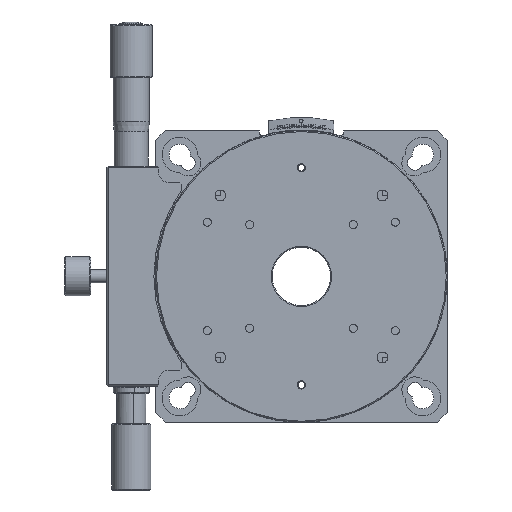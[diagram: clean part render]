
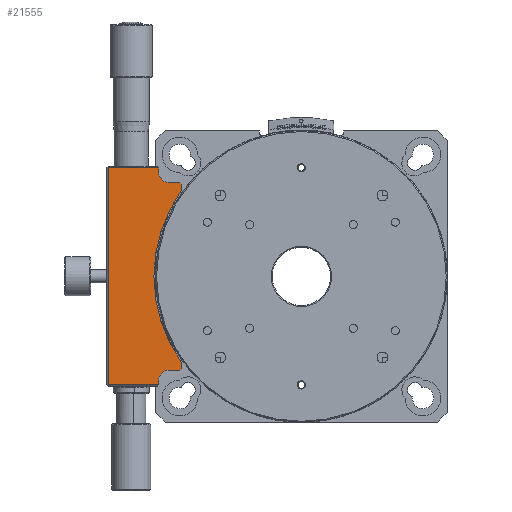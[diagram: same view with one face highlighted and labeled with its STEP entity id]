
A CAD part, front view. The second image highlights one B-rep face of the part: STEP entity #21555.
In plain terms, the highlighted planar face has unit normal (0, -1, 0).
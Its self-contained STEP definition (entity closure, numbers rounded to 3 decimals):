
#26 = EDGE_CURVE ( 'NONE', #16359, #16083, #19450, .T. ) ;
#138 = ORIENTED_EDGE ( 'NONE', *, *, #17024, .T. ) ;
#794 = CARTESIAN_POINT ( 'NONE',  ( -37., -12., -29. ) ) ;
#1167 = CARTESIAN_POINT ( 'NONE',  ( -37., -12., 26.481 ) ) ;
#1371 = LINE ( 'NONE', #8848, #23803 ) ;
#1882 = LINE ( 'NONE', #8982, #12733 ) ;
#2062 = ORIENTED_EDGE ( 'NONE', *, *, #26, .T. ) ;
#2356 = LINE ( 'NONE', #9470, #18337 ) ;
#2428 = CARTESIAN_POINT ( 'NONE',  ( -37.5, -12., -29. ) ) ;
#2620 = DIRECTION ( 'NONE',  ( 0., 0., 1. ) ) ;
#2899 = AXIS2_PLACEMENT_3D ( 'NONE', #19096, #13804, #21133 ) ;
#3078 = CARTESIAN_POINT ( 'NONE',  ( -44., -12., 32. ) ) ;
#3120 = FACE_OUTER_BOUND ( 'NONE', #4333, .T. ) ;
#3198 = LINE ( 'NONE', #20165, #9113 ) ;
#3472 = CARTESIAN_POINT ( 'NONE',  ( -41., -12., -32. ) ) ;
#3543 = CARTESIAN_POINT ( 'NONE',  ( -37.5, -12., -29. ) ) ;
#3544 = CARTESIAN_POINT ( 'NONE',  ( -44., -12., 34. ) ) ;
#3602 = EDGE_CURVE ( 'NONE', #9034, #3675, #13294, .T. ) ;
#3675 = VERTEX_POINT ( 'NONE', #19791 ) ;
#3721 = VERTEX_POINT ( 'NONE', #3078 ) ;
#4059 = CIRCLE ( 'NONE', #13290, 45.5 ) ;
#4165 = DIRECTION ( 'NONE',  ( -1., 0., 0. ) ) ;
#4194 = CARTESIAN_POINT ( 'NONE',  ( -45.5, -12., 0. ) ) ;
#4300 = DIRECTION ( 'NONE',  ( -1., 0., 0. ) ) ;
#4333 = EDGE_LOOP ( 'NONE', ( #2062, #6559, #15377, #15664, #19730, #9149, #19817, #138, #23563, #21811, #13698, #4677, #22179, #10499, #15155 ) ) ;
#4653 = VECTOR ( 'NONE', #2620, 1000. ) ;
#4677 = ORIENTED_EDGE ( 'NONE', *, *, #19205, .T. ) ;
#4693 = LINE ( 'NONE', #15418, #20712 ) ;
#4817 = EDGE_CURVE ( 'NONE', #19628, #3721, #16685, .T. ) ;
#4928 = DIRECTION ( 'NONE',  ( 0., 1., 0. ) ) ;
#5212 = LINE ( 'NONE', #3544, #9581 ) ;
#5498 = CARTESIAN_POINT ( 'NONE',  ( -44., -12., -33.5 ) ) ;
#5637 = EDGE_CURVE ( 'NONE', #16359, #9034, #4059, .T. ) ;
#6156 = DIRECTION ( 'NONE',  ( -0.707, 0., 0.707 ) ) ;
#6325 = AXIS2_PLACEMENT_3D ( 'NONE', #11708, #13747, #9675 ) ;
#6369 = CARTESIAN_POINT ( 'NONE',  ( -59.5, -12., -34. ) ) ;
#6559 = ORIENTED_EDGE ( 'NONE', *, *, #21472, .T. ) ;
#6570 = VERTEX_POINT ( 'NONE', #5498 ) ;
#6675 = DIRECTION ( 'NONE',  ( -1., 0., 0. ) ) ;
#6908 = DIRECTION ( 'NONE',  ( 0., 0., -1. ) ) ;
#6957 = DIRECTION ( 'NONE',  ( 1., 0., 0. ) ) ;
#7019 = CARTESIAN_POINT ( 'NONE',  ( -37., -12., -34. ) ) ;
#7643 = EDGE_CURVE ( 'NONE', #13489, #8007, #14058, .T. ) ;
#8007 = VERTEX_POINT ( 'NONE', #11773 ) ;
#8723 = DIRECTION ( 'NONE',  ( 1., 0., 0. ) ) ;
#8848 = CARTESIAN_POINT ( 'NONE',  ( -37., -12., 29. ) ) ;
#8982 = CARTESIAN_POINT ( 'NONE',  ( -44., -12., -34. ) ) ;
#9034 = VERTEX_POINT ( 'NONE', #4194 ) ;
#9113 = VECTOR ( 'NONE', #12468, 1000. ) ;
#9149 = ORIENTED_EDGE ( 'NONE', *, *, #11130, .T. ) ;
#9470 = CARTESIAN_POINT ( 'NONE',  ( -60., -12., 33.5 ) ) ;
#9581 = VECTOR ( 'NONE', #6908, 1000. ) ;
#9670 = VECTOR ( 'NONE', #16415, 1000. ) ;
#9675 = DIRECTION ( 'NONE',  ( 1., 0., 0. ) ) ;
#9893 = VERTEX_POINT ( 'NONE', #14375 ) ;
#10499 = ORIENTED_EDGE ( 'NONE', *, *, #3602, .F. ) ;
#11019 = LINE ( 'NONE', #18800, #9670 ) ;
#11130 = EDGE_CURVE ( 'NONE', #20014, #13489, #2356, .T. ) ;
#11209 = AXIS2_PLACEMENT_3D ( 'NONE', #3472, #16694, #6957 ) ;
#11590 = LINE ( 'NONE', #2428, #18161 ) ;
#11708 = CARTESIAN_POINT ( 'NONE',  ( -41., -12., 32. ) ) ;
#11773 = CARTESIAN_POINT ( 'NONE',  ( -59.5, -12., -33.5 ) ) ;
#12095 = LINE ( 'NONE', #794, #20864 ) ;
#12256 = CARTESIAN_POINT ( 'NONE',  ( -41., -12., 29. ) ) ;
#12318 = EDGE_CURVE ( 'NONE', #20014, #3721, #5212, .T. ) ;
#12468 = DIRECTION ( 'NONE',  ( 1., 0., 0. ) ) ;
#12733 = VECTOR ( 'NONE', #21711, 1000. ) ;
#13177 = VERTEX_POINT ( 'NONE', #20723 ) ;
#13290 = AXIS2_PLACEMENT_3D ( 'NONE', #15832, #23176, #4300 ) ;
#13294 = CIRCLE ( 'NONE', #2899, 45.5 ) ;
#13489 = VERTEX_POINT ( 'NONE', #17206 ) ;
#13698 = ORIENTED_EDGE ( 'NONE', *, *, #20635, .F. ) ;
#13747 = DIRECTION ( 'NONE',  ( 0., 1., 0. ) ) ;
#13804 = DIRECTION ( 'NONE',  ( 0., -1., 0. ) ) ;
#14058 = LINE ( 'NONE', #6369, #16015 ) ;
#14193 = CARTESIAN_POINT ( 'NONE',  ( -45., -12., -34. ) ) ;
#14375 = CARTESIAN_POINT ( 'NONE',  ( -44., -12., -32. ) ) ;
#14913 = CARTESIAN_POINT ( 'NONE',  ( -37., -12., 28.5 ) ) ;
#15027 = EDGE_CURVE ( 'NONE', #9893, #13177, #18865, .T. ) ;
#15155 = ORIENTED_EDGE ( 'NONE', *, *, #5637, .F. ) ;
#15331 = CARTESIAN_POINT ( 'NONE',  ( -37., -12., -28.5 ) ) ;
#15377 = ORIENTED_EDGE ( 'NONE', *, *, #21984, .F. ) ;
#15418 = CARTESIAN_POINT ( 'NONE',  ( -37.5, -12., 29. ) ) ;
#15431 = EDGE_CURVE ( 'NONE', #9893, #6570, #1882, .T. ) ;
#15595 = CARTESIAN_POINT ( 'NONE',  ( -44., -12., 33.5 ) ) ;
#15664 = ORIENTED_EDGE ( 'NONE', *, *, #4817, .T. ) ;
#15832 = CARTESIAN_POINT ( 'NONE',  ( 0., -12., 0. ) ) ;
#15861 = DIRECTION ( 'NONE',  ( 0., 0., -1. ) ) ;
#16015 = VECTOR ( 'NONE', #15861, 1000. ) ;
#16080 = AXIS2_PLACEMENT_3D ( 'NONE', #14193, #4928, #21287 ) ;
#16083 = VERTEX_POINT ( 'NONE', #14913 ) ;
#16359 = VERTEX_POINT ( 'NONE', #1167 ) ;
#16415 = DIRECTION ( 'NONE',  ( 0., 0., 1. ) ) ;
#16685 = CIRCLE ( 'NONE', #6325, 3. ) ;
#16694 = DIRECTION ( 'NONE',  ( 0., 1., 0. ) ) ;
#16871 = DIRECTION ( 'NONE',  ( 0.707, 0., 0.707 ) ) ;
#17024 = EDGE_CURVE ( 'NONE', #8007, #6570, #3198, .T. ) ;
#17206 = CARTESIAN_POINT ( 'NONE',  ( -59.5, -12., 33.5 ) ) ;
#17469 = VERTEX_POINT ( 'NONE', #3543 ) ;
#17560 = PLANE ( 'NONE',  #16080 ) ;
#17814 = VERTEX_POINT ( 'NONE', #15331 ) ;
#18044 = CARTESIAN_POINT ( 'NONE',  ( -37.5, -12., 29. ) ) ;
#18161 = VECTOR ( 'NONE', #16871, 1000. ) ;
#18337 = VECTOR ( 'NONE', #4165, 1000. ) ;
#18800 = CARTESIAN_POINT ( 'NONE',  ( -37., -12., -34. ) ) ;
#18865 = CIRCLE ( 'NONE', #11209, 3. ) ;
#19096 = CARTESIAN_POINT ( 'NONE',  ( 0., -12., 0. ) ) ;
#19205 = EDGE_CURVE ( 'NONE', #17469, #17814, #11590, .T. ) ;
#19450 = LINE ( 'NONE', #7019, #4653 ) ;
#19628 = VERTEX_POINT ( 'NONE', #12256 ) ;
#19730 = ORIENTED_EDGE ( 'NONE', *, *, #12318, .F. ) ;
#19791 = CARTESIAN_POINT ( 'NONE',  ( -37., -12., -26.481 ) ) ;
#19817 = ORIENTED_EDGE ( 'NONE', *, *, #7643, .T. ) ;
#20014 = VERTEX_POINT ( 'NONE', #15595 ) ;
#20165 = CARTESIAN_POINT ( 'NONE',  ( -44., -12., -33.5 ) ) ;
#20635 = EDGE_CURVE ( 'NONE', #17469, #13177, #12095, .T. ) ;
#20712 = VECTOR ( 'NONE', #6156, 1000. ) ;
#20723 = CARTESIAN_POINT ( 'NONE',  ( -41., -12., -29. ) ) ;
#20864 = VECTOR ( 'NONE', #6675, 1000. ) ;
#21133 = DIRECTION ( 'NONE',  ( -1., 0., 0. ) ) ;
#21287 = DIRECTION ( 'NONE',  ( 1., 0., 0. ) ) ;
#21472 = EDGE_CURVE ( 'NONE', #16083, #23741, #4693, .T. ) ;
#21555 = ADVANCED_FACE ( 'NONE', ( #3120 ), #17560, .F. ) ;
#21711 = DIRECTION ( 'NONE',  ( 0., 0., -1. ) ) ;
#21811 = ORIENTED_EDGE ( 'NONE', *, *, #15027, .T. ) ;
#21984 = EDGE_CURVE ( 'NONE', #19628, #23741, #1371, .T. ) ;
#22179 = ORIENTED_EDGE ( 'NONE', *, *, #23566, .T. ) ;
#23176 = DIRECTION ( 'NONE',  ( 0., -1., 0. ) ) ;
#23563 = ORIENTED_EDGE ( 'NONE', *, *, #15431, .F. ) ;
#23566 = EDGE_CURVE ( 'NONE', #17814, #3675, #11019, .T. ) ;
#23741 = VERTEX_POINT ( 'NONE', #18044 ) ;
#23803 = VECTOR ( 'NONE', #8723, 1000. ) ;
